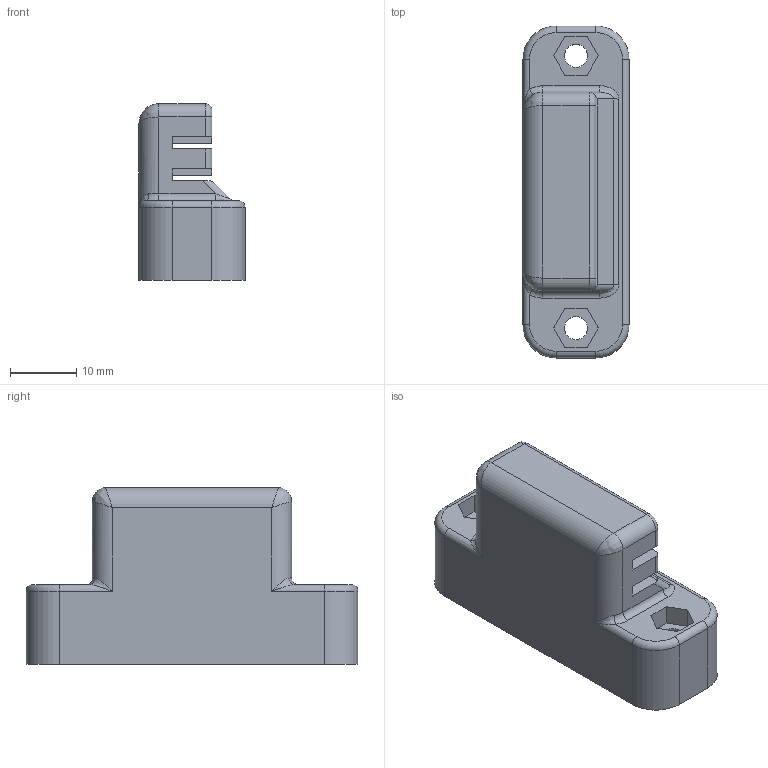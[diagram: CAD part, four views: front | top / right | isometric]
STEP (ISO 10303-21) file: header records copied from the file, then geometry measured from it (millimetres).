
FILE_DESCRIPTION (( 'STEP AP214' ), '1' );
FILE_NAME ('Belt_holder.STEP', '2024-10-12T21:50:52', ( '' ), ( '' ), 'SwSTEP 2.0', 'SolidWorks 2024', '' );
FILE_SCHEMA (( 'AUTOMOTIVE_DESIGN' ));
Length unit declared in the file: millimetre
Products named in the file (1): Belt_holder
Bounding box: 16 x 50 x 26.6 mm (x, y, z)
Volume: 13314.8 mm3; surface area: 5310.4 mm2
Topology: 1 solids, 1 shells, 187 faces, 523 edges, 336 vertices
Faces by surface type: plane 144, cylinder 29, torus 8, bspline 6
Entity records: 6150 total; most frequent: CARTESIAN_POINT 1361, ORIENTED_EDGE 1038, DIRECTION 923, EDGE_CURVE 519, LINE 447, VECTOR 447, VERTEX_POINT 336, AXIS2_PLACEMENT_3D 238
